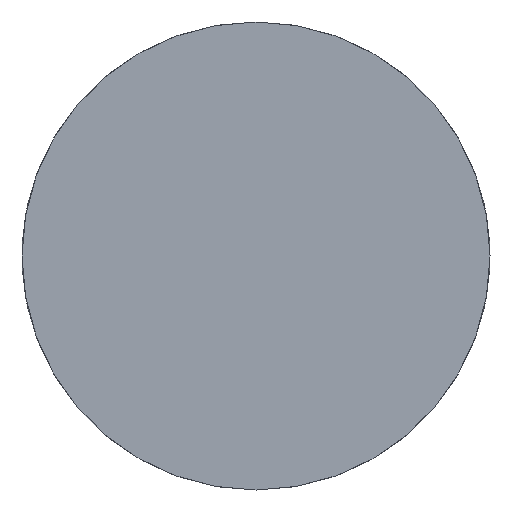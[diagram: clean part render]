
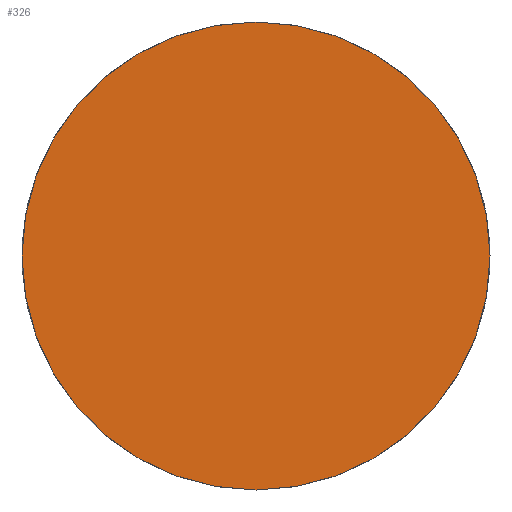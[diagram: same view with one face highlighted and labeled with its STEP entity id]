
A CAD part, front view. The second image highlights one B-rep face of the part: STEP entity #326.
In plain terms, the highlighted planar face has unit normal (0, -1, 0).
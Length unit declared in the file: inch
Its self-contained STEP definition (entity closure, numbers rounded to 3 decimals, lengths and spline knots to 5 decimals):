
#1 = EDGE_CURVE ( 'NONE', #115, #116, #91, .T. ) ;
#5 = CIRCLE ( 'NONE', #219, 0.25 ) ;
#16 = ORIENTED_EDGE ( 'NONE', *, *, #1, .F. ) ;
#21 = CARTESIAN_POINT ( 'NONE',  ( 0., 0., 0. ) ) ;
#22 = DIRECTION ( 'NONE',  ( 0., 1., 0. ) ) ;
#23 = DIRECTION ( 'NONE',  ( 0., 0., 1. ) ) ;
#24 = CARTESIAN_POINT ( 'NONE',  ( 0., 0., 0. ) ) ;
#34 = DIRECTION ( 'NONE',  ( 0., 1., 0. ) ) ;
#35 = DIRECTION ( 'NONE',  ( 0., 0., 1. ) ) ;
#84 = EDGE_CURVE ( 'NONE', #116, #115, #5, .T. ) ;
#91 = CIRCLE ( 'NONE', #218, 0.25 ) ;
#115 = VERTEX_POINT ( 'NONE', #185 ) ;
#116 = VERTEX_POINT ( 'NONE', #186 ) ;
#122 = EDGE_LOOP ( 'NONE', ( #16, #160 ) ) ;
#160 = ORIENTED_EDGE ( 'NONE', *, *, #84, .F. ) ;
#185 = CARTESIAN_POINT ( 'NONE',  ( 0., 0., -0.25 ) ) ;
#186 = CARTESIAN_POINT ( 'NONE',  ( 0., 0., 0.25 ) ) ;
#205 = PLANE ( 'NONE',  #429 ) ;
#206 = CARTESIAN_POINT ( 'NONE',  ( 0., 0., 0. ) ) ;
#207 = DIRECTION ( 'NONE',  ( 0., 1., 0. ) ) ;
#208 = DIRECTION ( 'NONE',  ( 0., 0., 1. ) ) ;
#218 = AXIS2_PLACEMENT_3D ( 'NONE', #21, #22, #23 ) ;
#219 = AXIS2_PLACEMENT_3D ( 'NONE', #24, #34, #35 ) ;
#326 = ADVANCED_FACE ( 'NONE', ( #409 ), #205, .F. ) ;
#409 = FACE_OUTER_BOUND ( 'NONE', #122, .T. ) ;
#429 = AXIS2_PLACEMENT_3D ( 'NONE', #206, #207, #208 ) ;
